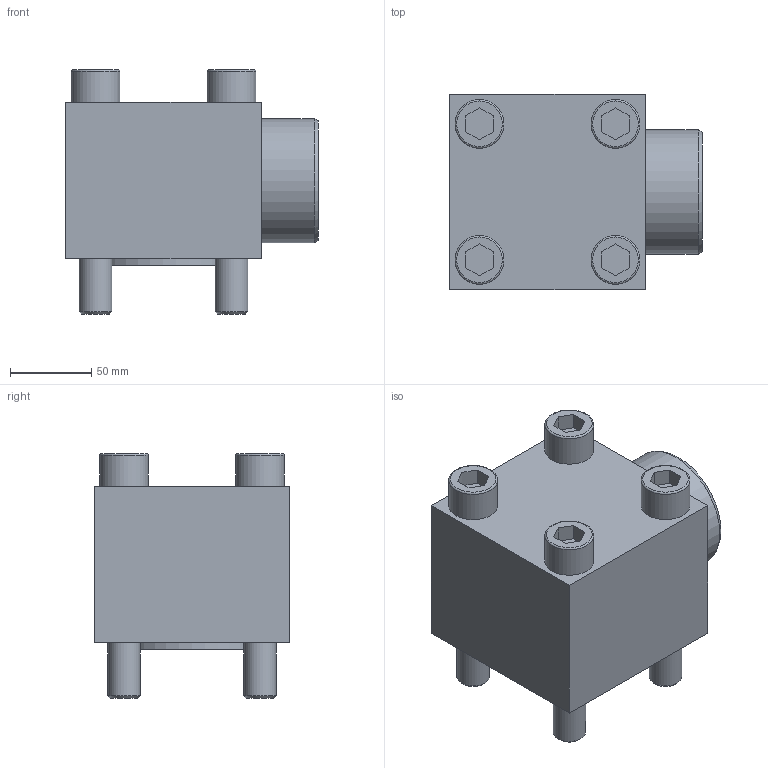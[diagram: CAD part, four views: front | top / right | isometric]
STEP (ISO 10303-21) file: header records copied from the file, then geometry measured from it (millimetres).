
FILE_DESCRIPTION(/* description */ ('STEP AP203'),/* implementation_level */ '2;1');
FILE_NAME(/* name */ 'Elbow Flange WFA 50-3-76.1x10-01',/* time_stamp */ '2025-01-07T10:38:04+01:00',/* author */ ('License CC BY-ND 4.0'),/* organization */ ('CADENAS'),/* preprocessor_version */ 'ST-DEVELOPER v19.3',/* originating_system */ 'PARTsolutions',/* authorisation */ ' ');
FILE_SCHEMA (('CONFIG_CONTROL_DESIGN'));
Length unit declared in the file: millimetre
Products named in the file (1): Winkelflansch WFA 50-3-76.1x10-01
Bounding box: 155 x 120 x 150 mm (x, y, z)
Volume: 1347643.4 mm3; surface area: 123463.6 mm2
Topology: 1 solids, 3 shells, 78 faces, 174 edges, 115 vertices
Faces by surface type: plane 48, cylinder 17, torus 7, cone 5, sphere 1
Full cylindrical faces by diameter (mm): 20 x4, 30 x4, 47.5 x1, 54.5 x1, 56.1 x1, 61.5 x2, 72.16 x2, 76.1 x1, 92 x1
Entity records: 1942 total; most frequent: CARTESIAN_POINT 333, DIRECTION 332, ORIENTED_EDGE 260, EDGE_CURVE 130, EDGE_LOOP 127, FACE_BOUND 127, AXIS2_PLACEMENT_3D 124, VERTEX_POINT 101
